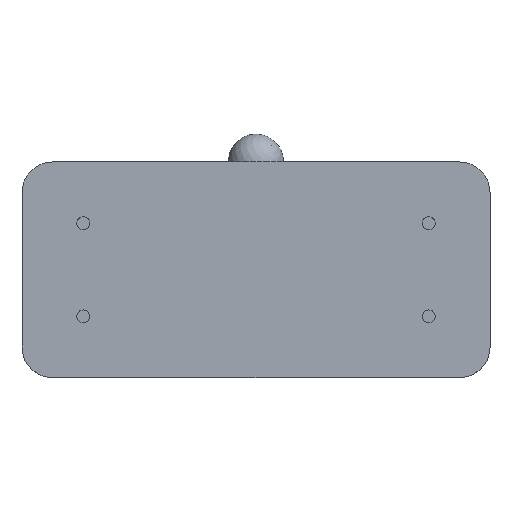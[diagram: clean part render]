
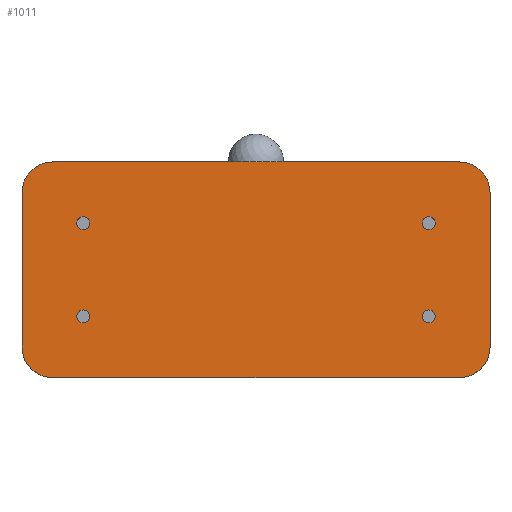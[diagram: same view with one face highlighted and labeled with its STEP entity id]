
A CAD part, top view. The second image highlights one B-rep face of the part: STEP entity #1011.
In plain terms, the highlighted planar face has unit normal (0, 0, 1).
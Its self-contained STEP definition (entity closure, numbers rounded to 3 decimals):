
#36=FACE_BOUND('',#181,.T.);
#37=FACE_BOUND('',#182,.T.);
#38=FACE_BOUND('',#183,.T.);
#39=FACE_BOUND('',#184,.T.);
#63=PLANE('',#1102);
#107=FACE_OUTER_BOUND('',#180,.T.);
#180=EDGE_LOOP('',(#807,#808,#809,#810,#811,#812,#813,#814));
#181=EDGE_LOOP('',(#815));
#182=EDGE_LOOP('',(#816));
#183=EDGE_LOOP('',(#817));
#184=EDGE_LOOP('',(#818));
#247=LINE('',#1587,#329);
#251=LINE('',#1596,#333);
#254=LINE('',#1604,#336);
#257=LINE('',#1612,#339);
#329=VECTOR('',#1284,10.);
#333=VECTOR('',#1294,10.);
#336=VECTOR('',#1303,10.);
#339=VECTOR('',#1312,10.);
#404=CIRCLE('',#1079,2.1);
#406=CIRCLE('',#1082,2.1);
#408=CIRCLE('',#1085,2.1);
#410=CIRCLE('',#1088,2.1);
#411=CIRCLE('',#1091,10.);
#412=CIRCLE('',#1094,10.);
#413=CIRCLE('',#1097,10.);
#414=CIRCLE('',#1100,10.);
#474=VERTEX_POINT('',#1563);
#476=VERTEX_POINT('',#1569);
#478=VERTEX_POINT('',#1575);
#480=VERTEX_POINT('',#1581);
#481=VERTEX_POINT('',#1585);
#482=VERTEX_POINT('',#1586);
#483=VERTEX_POINT('',#1591);
#484=VERTEX_POINT('',#1595);
#485=VERTEX_POINT('',#1599);
#486=VERTEX_POINT('',#1603);
#487=VERTEX_POINT('',#1607);
#488=VERTEX_POINT('',#1611);
#581=EDGE_CURVE('',#474,#474,#404,.T.);
#584=EDGE_CURVE('',#476,#476,#406,.T.);
#587=EDGE_CURVE('',#478,#478,#408,.T.);
#590=EDGE_CURVE('',#480,#480,#410,.T.);
#591=EDGE_CURVE('',#481,#482,#247,.T.);
#594=EDGE_CURVE('',#483,#482,#411,.T.);
#596=EDGE_CURVE('',#483,#484,#251,.T.);
#598=EDGE_CURVE('',#485,#484,#412,.T.);
#600=EDGE_CURVE('',#485,#486,#254,.T.);
#602=EDGE_CURVE('',#487,#486,#413,.T.);
#604=EDGE_CURVE('',#487,#488,#257,.T.);
#606=EDGE_CURVE('',#481,#488,#414,.T.);
#807=ORIENTED_EDGE('',*,*,#606,.F.);
#808=ORIENTED_EDGE('',*,*,#591,.T.);
#809=ORIENTED_EDGE('',*,*,#594,.F.);
#810=ORIENTED_EDGE('',*,*,#596,.T.);
#811=ORIENTED_EDGE('',*,*,#598,.F.);
#812=ORIENTED_EDGE('',*,*,#600,.T.);
#813=ORIENTED_EDGE('',*,*,#602,.F.);
#814=ORIENTED_EDGE('',*,*,#604,.T.);
#815=ORIENTED_EDGE('',*,*,#590,.F.);
#816=ORIENTED_EDGE('',*,*,#587,.F.);
#817=ORIENTED_EDGE('',*,*,#584,.F.);
#818=ORIENTED_EDGE('',*,*,#581,.F.);
#1011=ADVANCED_FACE('',(#107,#36,#37,#38,#39),#63,.F.);
#1079=AXIS2_PLACEMENT_3D('',#1565,#1259,#1260);
#1082=AXIS2_PLACEMENT_3D('',#1571,#1266,#1267);
#1085=AXIS2_PLACEMENT_3D('',#1577,#1273,#1274);
#1088=AXIS2_PLACEMENT_3D('',#1583,#1280,#1281);
#1091=AXIS2_PLACEMENT_3D('',#1592,#1289,#1290);
#1094=AXIS2_PLACEMENT_3D('',#1600,#1298,#1299);
#1097=AXIS2_PLACEMENT_3D('',#1608,#1307,#1308);
#1100=AXIS2_PLACEMENT_3D('',#1615,#1316,#1317);
#1102=AXIS2_PLACEMENT_3D('',#1617,#1320,#1321);
#1259=DIRECTION('center_axis',(0.,0.,1.));
#1260=DIRECTION('ref_axis',(1.,0.,0.));
#1266=DIRECTION('center_axis',(0.,0.,1.));
#1267=DIRECTION('ref_axis',(1.,0.,0.));
#1273=DIRECTION('center_axis',(0.,0.,1.));
#1274=DIRECTION('ref_axis',(1.,0.,0.));
#1280=DIRECTION('center_axis',(0.,0.,1.));
#1281=DIRECTION('ref_axis',(1.,0.,0.));
#1284=DIRECTION('',(1.,0.,0.));
#1289=DIRECTION('center_axis',(0.,0.,-1.));
#1290=DIRECTION('ref_axis',(1.,0.,0.));
#1294=DIRECTION('',(0.,1.,0.));
#1298=DIRECTION('center_axis',(0.,0.,-1.));
#1299=DIRECTION('ref_axis',(0.,1.,0.));
#1303=DIRECTION('',(-1.,0.,0.));
#1307=DIRECTION('center_axis',(0.,0.,-1.));
#1308=DIRECTION('ref_axis',(-1.,0.,0.));
#1312=DIRECTION('',(0.,-1.,0.));
#1316=DIRECTION('center_axis',(0.,0.,-1.));
#1317=DIRECTION('ref_axis',(0.,-1.,0.));
#1320=DIRECTION('center_axis',(0.,0.,-1.));
#1321=DIRECTION('ref_axis',(1.,0.,0.));
#1563=CARTESIAN_POINT('',(28.2,-12.5,-15.));
#1565=CARTESIAN_POINT('Origin',(30.3,-12.5,-15.));
#1569=CARTESIAN_POINT('',(141.2,18.,-15.));
#1571=CARTESIAN_POINT('Origin',(143.3,18.,-15.));
#1575=CARTESIAN_POINT('',(141.2,-12.5,-15.));
#1577=CARTESIAN_POINT('Origin',(143.3,-12.5,-15.));
#1581=CARTESIAN_POINT('',(28.2,18.,-15.));
#1583=CARTESIAN_POINT('Origin',(30.3,18.,-15.));
#1585=CARTESIAN_POINT('',(20.3,-32.5,-15.));
#1586=CARTESIAN_POINT('',(153.3,-32.5,-15.));
#1587=CARTESIAN_POINT('',(10.3,-32.5,-15.));
#1591=CARTESIAN_POINT('',(163.3,-22.5,-15.));
#1592=CARTESIAN_POINT('Origin',(153.3,-22.5,-15.));
#1595=CARTESIAN_POINT('',(163.3,28.,-15.));
#1596=CARTESIAN_POINT('',(163.3,-32.5,-15.));
#1599=CARTESIAN_POINT('',(153.3,38.,-15.));
#1600=CARTESIAN_POINT('Origin',(153.3,28.,-15.));
#1603=CARTESIAN_POINT('',(20.3,38.,-15.));
#1604=CARTESIAN_POINT('',(163.3,38.,-15.));
#1607=CARTESIAN_POINT('',(10.3,28.,-15.));
#1608=CARTESIAN_POINT('Origin',(20.3,28.,-15.));
#1611=CARTESIAN_POINT('',(10.3,-22.5,-15.));
#1612=CARTESIAN_POINT('',(10.3,38.,-15.));
#1615=CARTESIAN_POINT('Origin',(20.3,-22.5,-15.));
#1617=CARTESIAN_POINT('Origin',(86.8,2.75,-15.));
